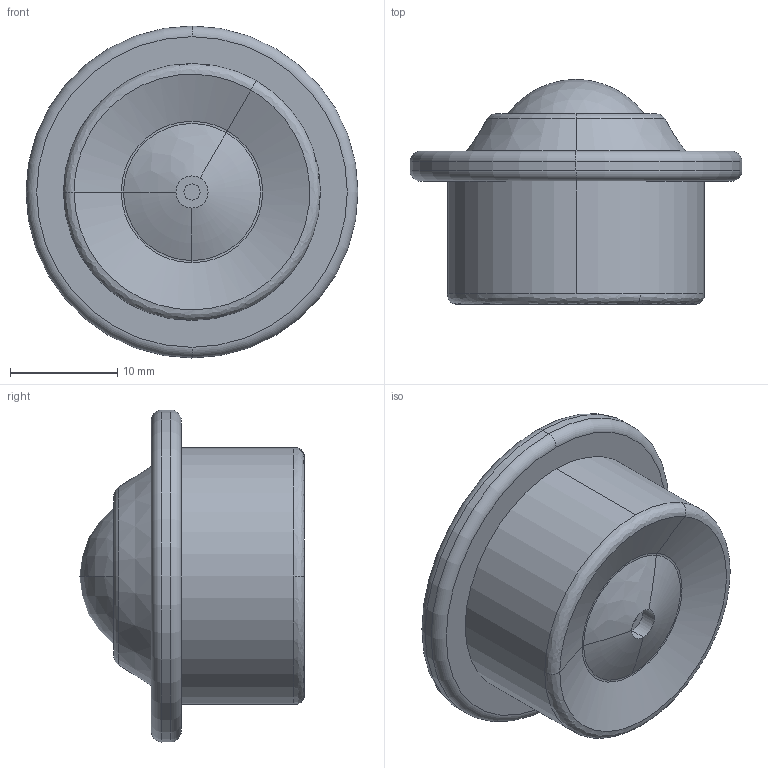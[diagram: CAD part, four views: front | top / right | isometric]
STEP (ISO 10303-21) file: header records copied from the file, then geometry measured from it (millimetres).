
FILE_DESCRIPTION (( 'STEP AP214' ), '1' );
FILE_NAME ('0017483_KR-B-15-KU_(A-01).step', '2019-06-14T10:06:18', ( 'Windows-Benutzer' ), ( '' ), 'SwSTEP 2.0', 'SolidWorks 2018', '' );
FILE_SCHEMA (( 'AUTOMOTIVE_DESIGN' ));
Length unit declared in the file: millimetre
Products named in the file (1): 0017483_KR-B-15-KU_(A-01)
Bounding box: 31 x 21 x 31 mm (x, y, z)
Surface area: 3417.5 mm2 (no closed solid volume)
Topology: 0 solids, 3 shells, 34 faces, 70 edges, 41 vertices
Faces by surface type: torus 10, cylinder 8, plane 6, bspline 6, cone 2, sphere 2
Entity records: 1343 total; most frequent: CARTESIAN_POINT 202, DIRECTION 178, ORIENTED_EDGE 134, AXIS2_PLACEMENT_3D 83, EDGE_CURVE 68, CIRCLE 54, VERTEX_POINT 41, UNCERTAINTY_MEASURE_WITH_UNIT 38
